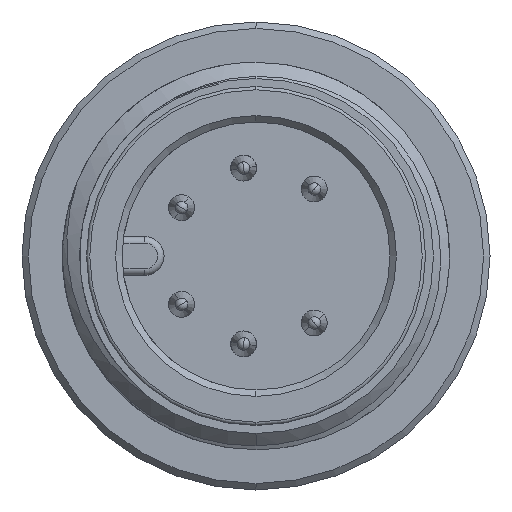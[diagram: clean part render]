
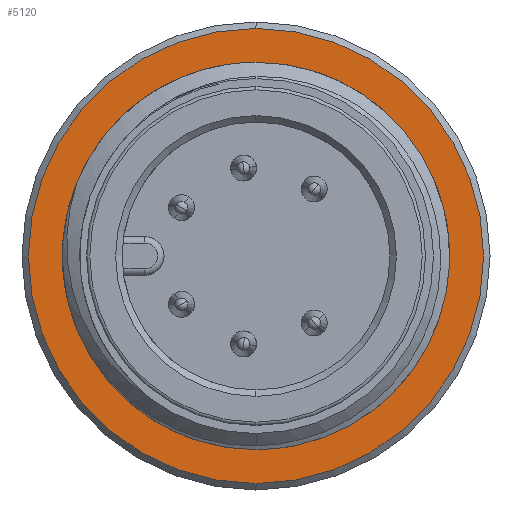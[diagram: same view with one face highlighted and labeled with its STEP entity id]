
A CAD part, left-side view. The second image highlights one B-rep face of the part: STEP entity #5120.
In plain terms, the highlighted planar face has unit normal (-1, 0, 0).
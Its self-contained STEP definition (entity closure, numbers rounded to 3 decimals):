
#131 = CARTESIAN_POINT ( 'NONE',  ( 7.4, 0., -7.05 ) ) ;
#141 = AXIS2_PLACEMENT_3D ( 'NONE', #2317, #3540, #254 ) ;
#254 = DIRECTION ( 'NONE',  ( 0., 0., -1. ) ) ;
#296 = DIRECTION ( 'NONE',  ( 1., 0., 0. ) ) ;
#297 = CIRCLE ( 'NONE', #141, 7.05 ) ;
#320 = VERTEX_POINT ( 'NONE', #3081 ) ;
#541 = VERTEX_POINT ( 'NONE', #131 ) ;
#576 = CARTESIAN_POINT ( 'NONE',  ( 7.4, 6., 0. ) ) ;
#689 = FACE_OUTER_BOUND ( 'NONE', #4519, .T. ) ;
#826 = DIRECTION ( 'NONE',  ( 0., 0., -1. ) ) ;
#908 = AXIS2_PLACEMENT_3D ( 'NONE', #1258, #2473, #4907 ) ;
#963 = ORIENTED_EDGE ( 'NONE', *, *, #1163, .F. ) ;
#1133 = CARTESIAN_POINT ( 'NONE',  ( 7.4, 0., 7.05 ) ) ;
#1163 = EDGE_CURVE ( 'NONE', #320, #1865, #3508, .T. ) ;
#1258 = CARTESIAN_POINT ( 'NONE',  ( 7.4, 0., 0. ) ) ;
#1327 = EDGE_CURVE ( 'NONE', #4757, #541, #1814, .T. ) ;
#1502 = DIRECTION ( 'NONE',  ( 0., 0., -1. ) ) ;
#1545 = AXIS2_PLACEMENT_3D ( 'NONE', #1582, #2763, #4765 ) ;
#1582 = CARTESIAN_POINT ( 'NONE',  ( 7.4, 0., 0. ) ) ;
#1714 = EDGE_CURVE ( 'NONE', #541, #4757, #297, .T. ) ;
#1814 = CIRCLE ( 'NONE', #2409, 7.05 ) ;
#1865 = VERTEX_POINT ( 'NONE', #2883 ) ;
#2010 = ORIENTED_EDGE ( 'NONE', *, *, #2765, .F. ) ;
#2317 = CARTESIAN_POINT ( 'NONE',  ( 7.4, 0., 0. ) ) ;
#2409 = AXIS2_PLACEMENT_3D ( 'NONE', #2855, #4477, #826 ) ;
#2473 = DIRECTION ( 'NONE',  ( -1., 0., 0. ) ) ;
#2621 = ORIENTED_EDGE ( 'NONE', *, *, #1327, .T. ) ;
#2763 = DIRECTION ( 'NONE',  ( -1., 0., 0. ) ) ;
#2765 = EDGE_CURVE ( 'NONE', #1865, #320, #2959, .T. ) ;
#2855 = CARTESIAN_POINT ( 'NONE',  ( 7.4, 0., 0. ) ) ;
#2883 = CARTESIAN_POINT ( 'NONE',  ( 7.4, 0., 6. ) ) ;
#2959 = CIRCLE ( 'NONE', #908, 6. ) ;
#3051 = AXIS2_PLACEMENT_3D ( 'NONE', #576, #296, #1502 ) ;
#3081 = CARTESIAN_POINT ( 'NONE',  ( 7.4, 0., -6. ) ) ;
#3250 = EDGE_LOOP ( 'NONE', ( #2010, #963 ) ) ;
#3508 = CIRCLE ( 'NONE', #1545, 6. ) ;
#3540 = DIRECTION ( 'NONE',  ( -1., 0., 0. ) ) ;
#3937 = FACE_BOUND ( 'NONE', #3250, .T. ) ;
#4144 = ORIENTED_EDGE ( 'NONE', *, *, #1714, .T. ) ;
#4226 = PLANE ( 'NONE',  #3051 ) ;
#4477 = DIRECTION ( 'NONE',  ( -1., 0., 0. ) ) ;
#4519 = EDGE_LOOP ( 'NONE', ( #4144, #2621 ) ) ;
#4757 = VERTEX_POINT ( 'NONE', #1133 ) ;
#4765 = DIRECTION ( 'NONE',  ( 0., 0., 1. ) ) ;
#4907 = DIRECTION ( 'NONE',  ( 0., 0., 1. ) ) ;
#5120 = ADVANCED_FACE ( 'NONE', ( #689, #3937 ), #4226, .F. ) ;
